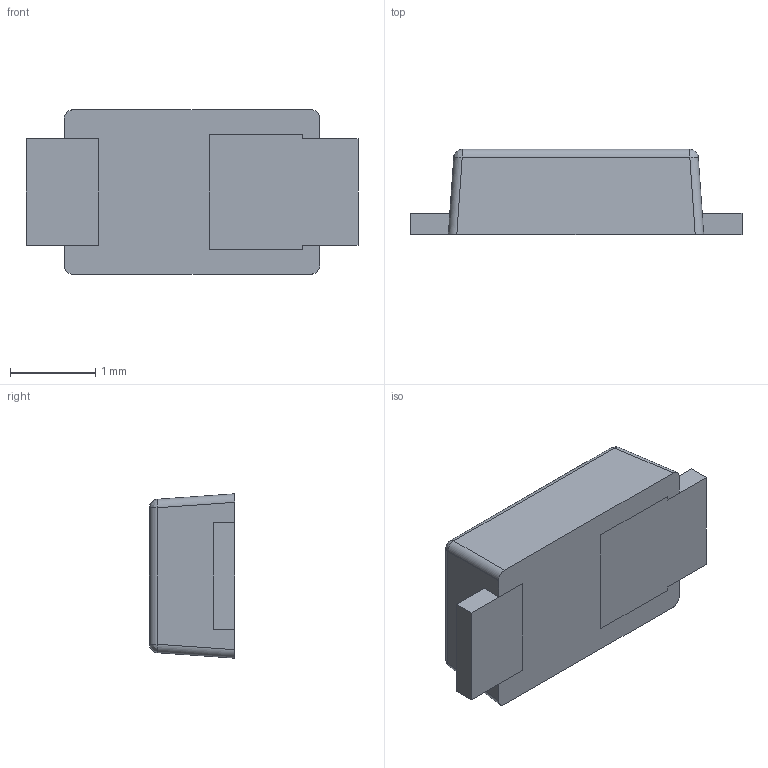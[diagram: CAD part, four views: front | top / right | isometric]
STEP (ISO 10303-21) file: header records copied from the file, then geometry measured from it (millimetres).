
FILE_DESCRIPTION (( 'STEP AP214' ), '1' );
FILE_NAME ('User Library-POWERDI-123.STEP', '2012-05-21T09:14:17', ( 'sysAdmin' ), ( 'SolidWorks' ), 'SwSTEP 2.0', 'SolidWorks 2012', '' );
FILE_SCHEMA (( 'AUTOMOTIVE_DESIGN' ));
Length unit declared in the file: millimetre
Products named in the file (5): User Library-POWERDI-123_4_1; User Library-POWERDI-123_3_1; User Library-POWERDI-123_2_1; User Library-POWERDI-123_1_1; User Library-POWERDI-123
Assembly tree (4 placements, depth 2):
  User Library-POWERDI-123
    User Library-POWERDI-123_1_1
    User Library-POWERDI-123_2_1
    User Library-POWERDI-123_3_1
    User Library-POWERDI-123_4_1
Bounding box: 3.9 x 1 x 1.93 mm (x, y, z)
Volume: 5.7 mm3; surface area: 30.8 mm2
Topology: 4 solids, 4 shells, 52 faces, 120 edges, 76 vertices
Faces by surface type: plane 40, cylinder 8, bspline 4
Entity records: 2254 total; most frequent: CARTESIAN_POINT 327, ORIENTED_EDGE 240, DIRECTION 238, EDGE_CURVE 120, VECTOR 104, LINE 104, VERTEX_POINT 76, AXIS2_PLACEMENT_3D 67
